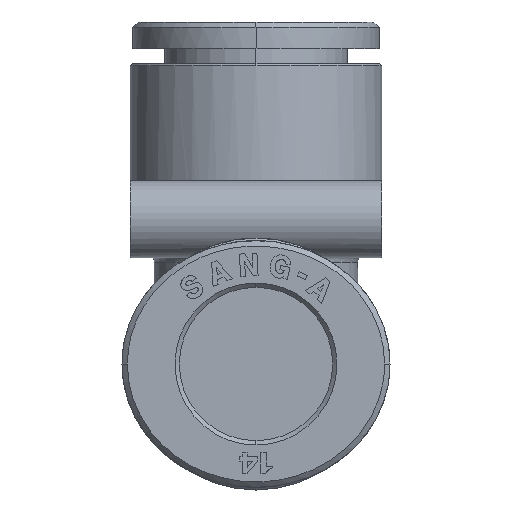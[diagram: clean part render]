
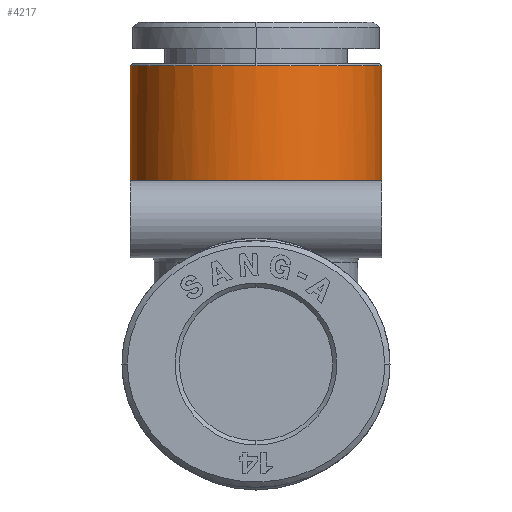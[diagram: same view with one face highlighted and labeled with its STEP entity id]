
A CAD part, left-side view. The second image highlights one B-rep face of the part: STEP entity #4217.
In plain terms, the highlighted cylindrical face has radius 11.75 mm (diameter 23.5 mm), a partial arc.
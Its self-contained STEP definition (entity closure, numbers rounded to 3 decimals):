
#282 = CARTESIAN_POINT ( 'NONE',  ( 0., 11.75, 19.5 ) ) ;
#606 = VERTEX_POINT ( 'NONE', #17140 ) ;
#893 = CARTESIAN_POINT ( 'NONE',  ( -11.163, 3.683, 16.242 ) ) ;
#926 = VERTEX_POINT ( 'NONE', #18140 ) ;
#1023 = CARTESIAN_POINT ( 'NONE',  ( -10.083, 6.034, 14.642 ) ) ;
#1099 = CARTESIAN_POINT ( 'NONE',  ( -10.816, -4.602, 15.907 ) ) ;
#1225 = ORIENTED_EDGE ( 'NONE', *, *, #18721, .F. ) ;
#1578 = CARTESIAN_POINT ( 'NONE',  ( 0., 0., 19.5 ) ) ;
#1961 = EDGE_CURVE ( 'NONE', #606, #12923, #3441, .T. ) ;
#2615 = CARTESIAN_POINT ( 'NONE',  ( -10.035, 6.112, 14.492 ) ) ;
#2686 = CARTESIAN_POINT ( 'NONE',  ( -10.367, -5.531, 15.279 ) ) ;
#2906 = EDGE_CURVE ( 'NONE', #12078, #17060, #14085, .T. ) ;
#3006 = VERTEX_POINT ( 'NONE', #9792 ) ;
#3357 = ORIENTED_EDGE ( 'NONE', *, *, #17451, .F. ) ;
#3441 = CIRCLE ( 'NONE', #3765, 11.75 ) ;
#3765 = AXIS2_PLACEMENT_3D ( 'NONE', #18787, #6365, #18728 ) ;
#3981 = CARTESIAN_POINT ( 'NONE',  ( -10.816, 4.601, 15.908 ) ) ;
#4217 = ADVANCED_FACE ( 'NONE', ( #4362 ), #15012, .T. ) ;
#4232 = CARTESIAN_POINT ( 'NONE',  ( -10.937, -4.307, 16.033 ) ) ;
#4362 = FACE_OUTER_BOUND ( 'NONE', #13051, .T. ) ;
#4840 = CARTESIAN_POINT ( 'NONE',  ( 0., -11.75, 19.5 ) ) ;
#5518 = CARTESIAN_POINT ( 'NONE',  ( -10.561, 5.159, 15.589 ) ) ;
#5658 = ORIENTED_EDGE ( 'NONE', *, *, #2906, .T. ) ;
#5703 = CARTESIAN_POINT ( 'NONE',  ( -10.246, -5.754, 15.045 ) ) ;
#5773 = DIRECTION ( 'NONE',  ( 0., 0., -1. ) ) ;
#5990 = AXIS2_PLACEMENT_3D ( 'NONE', #8778, #5773, #13410 ) ;
#6033 = ORIENTED_EDGE ( 'NONE', *, *, #13268, .T. ) ;
#6175 = DIRECTION ( 'NONE',  ( 0., 0., -1. ) ) ;
#6233 = DIRECTION ( 'NONE',  ( 0., 1., 0. ) ) ;
#6365 = DIRECTION ( 'NONE',  ( 0., 0., -1. ) ) ;
#6453 = DIRECTION ( 'NONE',  ( 0., 1., 0. ) ) ;
#6527 = CIRCLE ( 'NONE', #5990, 11.75 ) ;
#7283 = CARTESIAN_POINT ( 'NONE',  ( -10.625, -5.02, 15.668 ) ) ;
#7304 = VECTOR ( 'NONE', #15449, 1000. ) ;
#7350 = CARTESIAN_POINT ( 'NONE',  ( -11.437, -2.715, 16.452 ) ) ;
#7611 = CARTESIAN_POINT ( 'NONE',  ( -9.96, 6.234, 14.176 ) ) ;
#8645 = CARTESIAN_POINT ( 'NONE',  ( -11.75, -0.689, 16.646 ) ) ;
#8711 = CARTESIAN_POINT ( 'NONE',  ( -11.161, -3.689, 16.241 ) ) ;
#8757 = AXIS2_PLACEMENT_3D ( 'NONE', #13943, #14087, #6233 ) ;
#8778 = CARTESIAN_POINT ( 'NONE',  ( 0., 0., 13.316 ) ) ;
#8827 = DIRECTION ( 'NONE',  ( 0., 0., -1. ) ) ;
#8894 = CIRCLE ( 'NONE', #11505, 11.75 ) ;
#8914 = CARTESIAN_POINT ( 'NONE',  ( -11.439, 2.706, 16.454 ) ) ;
#9476 = DIRECTION ( 'NONE',  ( 0., 0., -1. ) ) ;
#9792 = CARTESIAN_POINT ( 'NONE',  ( 0., -11.75, 13.316 ) ) ;
#9863 = B_SPLINE_CURVE_WITH_KNOTS ( 'NONE', 3,
 ( #16411, #19677, #10407, #16341, #14784, #15050, #13343, #11946, #5703, #2686, #13477, #17993, #7283, #1099, #4232, #8711, #11888, #7350, #14915, #19615, #8645, #18180, #16552, #12019, #8914, #10201, #893, #18044, #3981, #5518, #19478, #10333, #10271, #1023, #2615, #7611, #15386, #12279, #19809, #15180 ),
 .UNSPECIFIED., .F., .F.,
 ( 4, 2, 2, 2, 2, 2, 2, 2, 2, 2, 2, 2, 2, 2, 2, 2, 2, 2, 2, 4 ),
 ( -0.008, -0.008, -0.007, -0.007, -0.006, -0.006, -0.005, -0.004, -0.003, -0.002, 0., 0.002, 0.003, 0.004, 0.005, 0.006, 0.007, 0.007, 0.008, 0.008 ),
 .UNSPECIFIED. ) ;
#10201 = CARTESIAN_POINT ( 'NONE',  ( -11.264, 3.36, 16.324 ) ) ;
#10271 = CARTESIAN_POINT ( 'NONE',  ( -10.188, 5.855, 14.918 ) ) ;
#10333 = CARTESIAN_POINT ( 'NONE',  ( -10.246, 5.753, 15.046 ) ) ;
#10407 = CARTESIAN_POINT ( 'NONE',  ( -9.9, -6.329, 13.667 ) ) ;
#10780 = ORIENTED_EDGE ( 'NONE', *, *, #12357, .F. ) ;
#11087 = CARTESIAN_POINT ( 'NONE',  ( -9.905, -6.321, 13.316 ) ) ;
#11505 = AXIS2_PLACEMENT_3D ( 'NONE', #11814, #8827, #14902 ) ;
#11814 = CARTESIAN_POINT ( 'NONE',  ( 0., 0., 13.316 ) ) ;
#11888 = CARTESIAN_POINT ( 'NONE',  ( -11.263, -3.366, 16.322 ) ) ;
#11946 = CARTESIAN_POINT ( 'NONE',  ( -10.187, -5.857, 14.915 ) ) ;
#12019 = CARTESIAN_POINT ( 'NONE',  ( -11.512, 2.375, 16.502 ) ) ;
#12078 = VERTEX_POINT ( 'NONE', #19119 ) ;
#12115 = CIRCLE ( 'NONE', #8757, 11.75 ) ;
#12279 = CARTESIAN_POINT ( 'NONE',  ( -9.9, 6.329, 13.666 ) ) ;
#12357 = EDGE_CURVE ( 'NONE', #606, #3006, #20140, .T. ) ;
#12894 = VECTOR ( 'NONE', #6175, 1000. ) ;
#12923 = VERTEX_POINT ( 'NONE', #15052 ) ;
#12994 = EDGE_CURVE ( 'NONE', #3006, #16849, #6527, .T. ) ;
#13051 = EDGE_LOOP ( 'NONE', ( #10780, #18412, #6033, #5658, #3357, #1225, #16176 ) ) ;
#13268 = EDGE_CURVE ( 'NONE', #12923, #12078, #12115, .T. ) ;
#13343 = CARTESIAN_POINT ( 'NONE',  ( -10.081, -6.037, 14.638 ) ) ;
#13410 = DIRECTION ( 'NONE',  ( -1., 0., 0. ) ) ;
#13477 = CARTESIAN_POINT ( 'NONE',  ( -10.431, -5.411, 15.385 ) ) ;
#13943 = CARTESIAN_POINT ( 'NONE',  ( 0., 0., 27.8 ) ) ;
#14085 = LINE ( 'NONE', #282, #12894 ) ;
#14087 = DIRECTION ( 'NONE',  ( 0., 0., -1. ) ) ;
#14784 = CARTESIAN_POINT ( 'NONE',  ( -9.96, -6.235, 14.172 ) ) ;
#14902 = DIRECTION ( 'NONE',  ( -1., 0., 0. ) ) ;
#14915 = CARTESIAN_POINT ( 'NONE',  ( -11.511, -2.384, 16.501 ) ) ;
#15012 = CYLINDRICAL_SURFACE ( 'NONE', #15459, 11.75 ) ;
#15050 = CARTESIAN_POINT ( 'NONE',  ( -10.035, -6.113, 14.49 ) ) ;
#15052 = CARTESIAN_POINT ( 'NONE',  ( -11.75, 0., 27.8 ) ) ;
#15180 = CARTESIAN_POINT ( 'NONE',  ( -9.905, 6.321, 13.316 ) ) ;
#15386 = CARTESIAN_POINT ( 'NONE',  ( -9.932, 6.278, 14.011 ) ) ;
#15449 = DIRECTION ( 'NONE',  ( 0., 0., -1. ) ) ;
#15459 = AXIS2_PLACEMENT_3D ( 'NONE', #1578, #9476, #6453 ) ;
#16176 = ORIENTED_EDGE ( 'NONE', *, *, #12994, .F. ) ;
#16341 = CARTESIAN_POINT ( 'NONE',  ( -9.932, -6.279, 14.006 ) ) ;
#16411 = CARTESIAN_POINT ( 'NONE',  ( -9.905, -6.321, 13.316 ) ) ;
#16552 = CARTESIAN_POINT ( 'NONE',  ( -11.689, 1.374, 16.614 ) ) ;
#16849 = VERTEX_POINT ( 'NONE', #11087 ) ;
#17060 = VERTEX_POINT ( 'NONE', #19825 ) ;
#17140 = CARTESIAN_POINT ( 'NONE',  ( 0., -11.75, 27.8 ) ) ;
#17451 = EDGE_CURVE ( 'NONE', #926, #17060, #8894, .T. ) ;
#17993 = CARTESIAN_POINT ( 'NONE',  ( -10.559, -5.156, 15.58 ) ) ;
#18044 = CARTESIAN_POINT ( 'NONE',  ( -10.939, 4.301, 16.035 ) ) ;
#18140 = CARTESIAN_POINT ( 'NONE',  ( -9.905, 6.321, 13.316 ) ) ;
#18180 = CARTESIAN_POINT ( 'NONE',  ( -11.75, 0.694, 16.646 ) ) ;
#18412 = ORIENTED_EDGE ( 'NONE', *, *, #1961, .T. ) ;
#18721 = EDGE_CURVE ( 'NONE', #16849, #926, #9863, .T. ) ;
#18728 = DIRECTION ( 'NONE',  ( 0., 1., 0. ) ) ;
#18787 = CARTESIAN_POINT ( 'NONE',  ( 0., 0., 27.8 ) ) ;
#19119 = CARTESIAN_POINT ( 'NONE',  ( 0., 11.75, 27.8 ) ) ;
#19478 = CARTESIAN_POINT ( 'NONE',  ( -10.431, 5.415, 15.4 ) ) ;
#19615 = CARTESIAN_POINT ( 'NONE',  ( -11.688, -1.38, 16.614 ) ) ;
#19677 = CARTESIAN_POINT ( 'NONE',  ( -9.896, -6.335, 13.491 ) ) ;
#19809 = CARTESIAN_POINT ( 'NONE',  ( -9.896, 6.335, 13.491 ) ) ;
#19825 = CARTESIAN_POINT ( 'NONE',  ( 0., 11.75, 13.316 ) ) ;
#20140 = LINE ( 'NONE', #4840, #7304 ) ;
